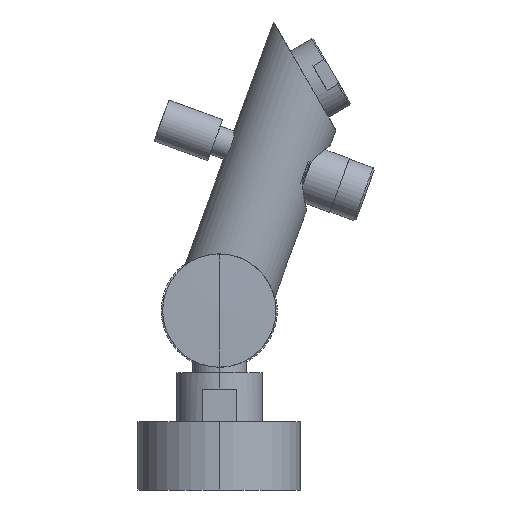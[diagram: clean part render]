
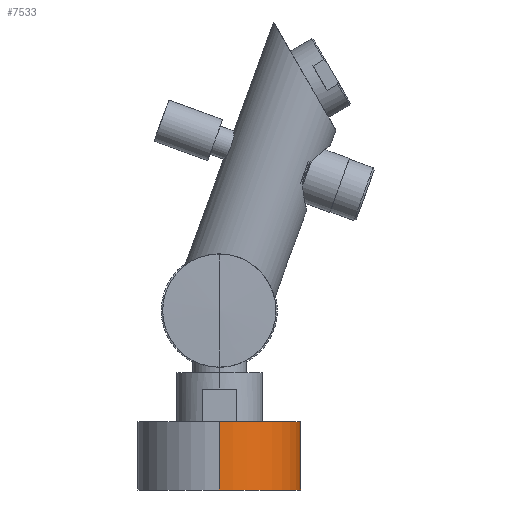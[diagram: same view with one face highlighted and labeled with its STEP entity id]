
A CAD part, left-side view. The second image highlights one B-rep face of the part: STEP entity #7533.
In plain terms, the highlighted cylindrical face has radius 29.85 mm (diameter 59.7 mm), a partial arc.
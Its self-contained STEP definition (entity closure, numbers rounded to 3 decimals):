
#1522=CARTESIAN_POINT('',(-75.,0.,-40.75));
#1523=DIRECTION('',(0.,0.,1.));
#1524=DIRECTION('',(-1.,0.,0.));
#1525=AXIS2_PLACEMENT_3D('',#1522,#1523,#1524);
#1532=DIRECTION('',(0.,0.,1.));
#1533=VECTOR('',#1532,25.);
#1534=CARTESIAN_POINT('',(-104.85,0.,-65.75));
#1535=LINE('',#1534,#1533);
#1536=DIRECTION('',(0.,0.,1.));
#1537=VECTOR('',#1536,25.);
#1538=CARTESIAN_POINT('',(-45.15,0.,-65.75));
#1539=LINE('',#1538,#1537);
#1540=CARTESIAN_POINT('',(-75.,0.,-65.75));
#1541=DIRECTION('',(0.,0.,1.));
#1542=DIRECTION('',(-1.,0.,0.));
#1543=AXIS2_PLACEMENT_3D('',#1540,#1541,#1542);
#6703=CARTESIAN_POINT('',(-104.85,0.,-65.75));
#6704=CARTESIAN_POINT('',(-104.85,0.,-40.75));
#6705=VERTEX_POINT('',#6703);
#6706=VERTEX_POINT('',#6704);
#6707=CARTESIAN_POINT('',(-45.15,0.,-65.75));
#6708=CARTESIAN_POINT('',(-45.15,0.,-40.75));
#6709=VERTEX_POINT('',#6707);
#6710=VERTEX_POINT('',#6708);
#7519=CARTESIAN_POINT('',(-75.,0.,-39.5));
#7520=DIRECTION('',(0.,0.,-1.));
#7521=DIRECTION('',(1.,0.,0.));
#7522=AXIS2_PLACEMENT_3D('',#7519,#7520,#7521);
#7523=CYLINDRICAL_SURFACE('',#7522,29.85);
#7525=ORIENTED_EDGE('',*,*,#7524,.T.);
#7526=ORIENTED_EDGE('',*,*,#7496,.T.);
#7528=ORIENTED_EDGE('',*,*,#7527,.F.);
#7530=ORIENTED_EDGE('',*,*,#7529,.F.);
#7531=EDGE_LOOP('',(#7525,#7526,#7528,#7530));
#7532=FACE_OUTER_BOUND('',#7531,.F.);
#7533=ADVANCED_FACE('',(#7532),#7523,.T.);
#1526=CIRCLE('',#1525,29.85);
#1544=CIRCLE('',#1543,29.85);
#7496=EDGE_CURVE('',#6706,#6710,#1526,.T.);
#7524=EDGE_CURVE('',#6705,#6706,#1535,.T.);
#7527=EDGE_CURVE('',#6709,#6710,#1539,.T.);
#7529=EDGE_CURVE('',#6705,#6709,#1544,.T.);
